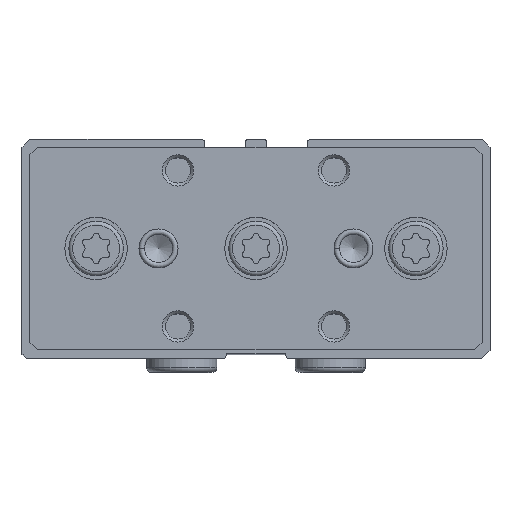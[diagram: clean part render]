
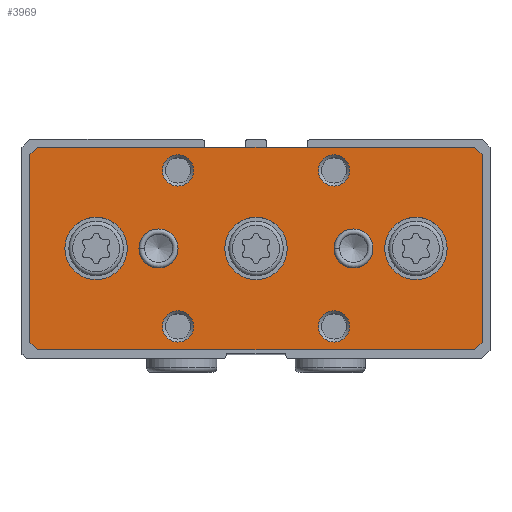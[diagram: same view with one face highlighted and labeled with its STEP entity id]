
A CAD part, top view. The second image highlights one B-rep face of the part: STEP entity #3969.
In plain terms, the highlighted face is planar.
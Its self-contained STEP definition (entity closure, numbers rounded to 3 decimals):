
#173=PLANE('',#4390);
#323=CIRCLE('',#4391,4.);
#324=CIRCLE('',#4392,4.);
#325=CIRCLE('',#4393,4.);
#326=CIRCLE('',#4394,2.5);
#327=CIRCLE('',#4395,2.5);
#328=CIRCLE('',#4396,2.);
#329=CIRCLE('',#4397,2.);
#330=CIRCLE('',#4398,2.);
#331=CIRCLE('',#4399,2.);
#603=LINE('',#6600,#833);
#604=LINE('',#6603,#834);
#605=LINE('',#6605,#835);
#606=LINE('',#6607,#836);
#607=LINE('',#6609,#837);
#608=LINE('',#6611,#838);
#609=LINE('',#6613,#839);
#610=LINE('',#6615,#840);
#833=VECTOR('',#5279,1000.);
#834=VECTOR('',#5280,1000.);
#835=VECTOR('',#5281,1000.);
#836=VECTOR('',#5282,1000.);
#837=VECTOR('',#5283,1000.);
#838=VECTOR('',#5284,1000.);
#839=VECTOR('',#5285,1000.);
#840=VECTOR('',#5286,1000.);
#1417=ORIENTED_EDGE('',*,*,#2224,.F.);
#1418=ORIENTED_EDGE('',*,*,#2225,.F.);
#1419=ORIENTED_EDGE('',*,*,#2226,.F.);
#1420=ORIENTED_EDGE('',*,*,#2227,.F.);
#1421=ORIENTED_EDGE('',*,*,#2228,.F.);
#1422=ORIENTED_EDGE('',*,*,#2229,.F.);
#1423=ORIENTED_EDGE('',*,*,#2230,.F.);
#1424=ORIENTED_EDGE('',*,*,#2231,.F.);
#1425=ORIENTED_EDGE('',*,*,#2232,.F.);
#1426=ORIENTED_EDGE('',*,*,#2233,.T.);
#1427=ORIENTED_EDGE('',*,*,#2234,.T.);
#1428=ORIENTED_EDGE('',*,*,#2235,.T.);
#1429=ORIENTED_EDGE('',*,*,#2236,.T.);
#1430=ORIENTED_EDGE('',*,*,#2237,.T.);
#1431=ORIENTED_EDGE('',*,*,#2238,.T.);
#1432=ORIENTED_EDGE('',*,*,#2239,.T.);
#1433=ORIENTED_EDGE('',*,*,#2240,.T.);
#2224=EDGE_CURVE('',#2692,#2692,#323,.T.);
#2225=EDGE_CURVE('',#2693,#2693,#324,.T.);
#2226=EDGE_CURVE('',#2694,#2694,#325,.T.);
#2227=EDGE_CURVE('',#2695,#2695,#326,.T.);
#2228=EDGE_CURVE('',#2696,#2696,#327,.T.);
#2229=EDGE_CURVE('',#2697,#2697,#328,.T.);
#2230=EDGE_CURVE('',#2698,#2698,#329,.T.);
#2231=EDGE_CURVE('',#2699,#2699,#330,.T.);
#2232=EDGE_CURVE('',#2700,#2700,#331,.T.);
#2233=EDGE_CURVE('',#2701,#2702,#603,.T.);
#2234=EDGE_CURVE('',#2702,#2703,#604,.T.);
#2235=EDGE_CURVE('',#2703,#2704,#605,.T.);
#2236=EDGE_CURVE('',#2704,#2705,#606,.T.);
#2237=EDGE_CURVE('',#2705,#2706,#607,.T.);
#2238=EDGE_CURVE('',#2706,#2707,#608,.T.);
#2239=EDGE_CURVE('',#2707,#2708,#609,.T.);
#2240=EDGE_CURVE('',#2708,#2701,#610,.T.);
#2692=VERTEX_POINT('',#6583);
#2693=VERTEX_POINT('',#6585);
#2694=VERTEX_POINT('',#6587);
#2695=VERTEX_POINT('',#6589);
#2696=VERTEX_POINT('',#6591);
#2697=VERTEX_POINT('',#6593);
#2698=VERTEX_POINT('',#6595);
#2699=VERTEX_POINT('',#6597);
#2700=VERTEX_POINT('',#6599);
#2701=VERTEX_POINT('',#6601);
#2702=VERTEX_POINT('',#6602);
#2703=VERTEX_POINT('',#6604);
#2704=VERTEX_POINT('',#6606);
#2705=VERTEX_POINT('',#6608);
#2706=VERTEX_POINT('',#6610);
#2707=VERTEX_POINT('',#6612);
#2708=VERTEX_POINT('',#6614);
#3123=EDGE_LOOP('',(#1417));
#3124=EDGE_LOOP('',(#1418));
#3125=EDGE_LOOP('',(#1419));
#3126=EDGE_LOOP('',(#1420));
#3127=EDGE_LOOP('',(#1421));
#3128=EDGE_LOOP('',(#1422));
#3129=EDGE_LOOP('',(#1423));
#3130=EDGE_LOOP('',(#1424));
#3131=EDGE_LOOP('',(#1425));
#3132=EDGE_LOOP('',(#1426,#1427,#1428,#1429,#1430,#1431,#1432,#1433));
#3522=FACE_BOUND('',#3123,.T.);
#3523=FACE_BOUND('',#3124,.T.);
#3524=FACE_BOUND('',#3125,.T.);
#3525=FACE_BOUND('',#3126,.T.);
#3526=FACE_BOUND('',#3127,.T.);
#3527=FACE_BOUND('',#3128,.T.);
#3528=FACE_BOUND('',#3129,.T.);
#3529=FACE_BOUND('',#3130,.T.);
#3530=FACE_BOUND('',#3131,.T.);
#3531=FACE_BOUND('',#3132,.T.);
#3969=ADVANCED_FACE('',(#3522,#3523,#3524,#3525,#3526,#3527,#3528,#3529,
#3530,#3531),#173,.T.);
#4390=AXIS2_PLACEMENT_3D('',#6581,#5259,#5260);
#4391=AXIS2_PLACEMENT_3D('',#6582,#5261,#5262);
#4392=AXIS2_PLACEMENT_3D('',#6584,#5263,#5264);
#4393=AXIS2_PLACEMENT_3D('',#6586,#5265,#5266);
#4394=AXIS2_PLACEMENT_3D('',#6588,#5267,#5268);
#4395=AXIS2_PLACEMENT_3D('',#6590,#5269,#5270);
#4396=AXIS2_PLACEMENT_3D('',#6592,#5271,#5272);
#4397=AXIS2_PLACEMENT_3D('',#6594,#5273,#5274);
#4398=AXIS2_PLACEMENT_3D('',#6596,#5275,#5276);
#4399=AXIS2_PLACEMENT_3D('',#6598,#5277,#5278);
#5259=DIRECTION('',(1.,0.,0.));
#5260=DIRECTION('',(0.,0.,-1.));
#5261=DIRECTION('',(1.,0.,0.));
#5262=DIRECTION('',(0.,0.,-1.));
#5263=DIRECTION('',(1.,0.,0.));
#5264=DIRECTION('',(0.,0.,-1.));
#5265=DIRECTION('',(1.,0.,0.));
#5266=DIRECTION('',(0.,0.,-1.));
#5267=DIRECTION('',(1.,0.,0.));
#5268=DIRECTION('',(0.,0.,-1.));
#5269=DIRECTION('',(1.,0.,0.));
#5270=DIRECTION('',(0.,0.,-1.));
#5271=DIRECTION('',(1.,0.,0.));
#5272=DIRECTION('',(0.,0.,-1.));
#5273=DIRECTION('',(1.,0.,0.));
#5274=DIRECTION('',(0.,0.,-1.));
#5275=DIRECTION('',(1.,0.,0.));
#5276=DIRECTION('',(0.,0.,-1.));
#5277=DIRECTION('',(1.,0.,0.));
#5278=DIRECTION('',(0.,0.,-1.));
#5279=DIRECTION('',(0.,-1.,0.));
#5280=DIRECTION('',(0.,-0.707,-0.707));
#5281=DIRECTION('',(0.,0.,-1.));
#5282=DIRECTION('',(0.,0.707,-0.707));
#5283=DIRECTION('',(0.,1.,0.));
#5284=DIRECTION('',(0.,0.707,0.707));
#5285=DIRECTION('',(0.,0.,1.));
#5286=DIRECTION('',(0.,-0.707,0.707));
#6581=CARTESIAN_POINT('',(13.,0.,0.));
#6582=CARTESIAN_POINT('',(13.,0.,20.5));
#6583=CARTESIAN_POINT('',(13.,0.,16.5));
#6584=CARTESIAN_POINT('',(13.,0.,-20.5));
#6585=CARTESIAN_POINT('',(13.,0.,-24.5));
#6586=CARTESIAN_POINT('',(13.,0.,0.));
#6587=CARTESIAN_POINT('',(13.,0.,-4.));
#6588=CARTESIAN_POINT('',(13.,0.,12.5));
#6589=CARTESIAN_POINT('',(13.,0.,10.));
#6590=CARTESIAN_POINT('',(13.,0.,-12.5));
#6591=CARTESIAN_POINT('',(13.,0.,-15.));
#6592=CARTESIAN_POINT('',(13.,-10.,10.));
#6593=CARTESIAN_POINT('',(13.,-10.,8.));
#6594=CARTESIAN_POINT('',(13.,-10.,-10.));
#6595=CARTESIAN_POINT('',(13.,-10.,-12.));
#6596=CARTESIAN_POINT('',(13.,10.,10.));
#6597=CARTESIAN_POINT('',(13.,10.,8.));
#6598=CARTESIAN_POINT('',(13.,10.,-10.));
#6599=CARTESIAN_POINT('',(13.,10.,-12.));
#6600=CARTESIAN_POINT('',(13.,12.,29.));
#6601=CARTESIAN_POINT('',(13.,12.,29.));
#6602=CARTESIAN_POINT('',(13.,-12.,29.));
#6603=CARTESIAN_POINT('',(13.,-12.,29.));
#6604=CARTESIAN_POINT('',(13.,-13.,28.));
#6605=CARTESIAN_POINT('',(13.,-13.,28.));
#6606=CARTESIAN_POINT('',(13.,-13.,-28.));
#6607=CARTESIAN_POINT('',(13.,-13.,-28.));
#6608=CARTESIAN_POINT('',(13.,-12.,-29.));
#6609=CARTESIAN_POINT('',(13.,-12.,-29.));
#6610=CARTESIAN_POINT('',(13.,12.,-29.));
#6611=CARTESIAN_POINT('',(13.,12.,-29.));
#6612=CARTESIAN_POINT('',(13.,13.,-28.));
#6613=CARTESIAN_POINT('',(13.,13.,-28.));
#6614=CARTESIAN_POINT('',(13.,13.,28.));
#6615=CARTESIAN_POINT('',(13.,13.,28.));
